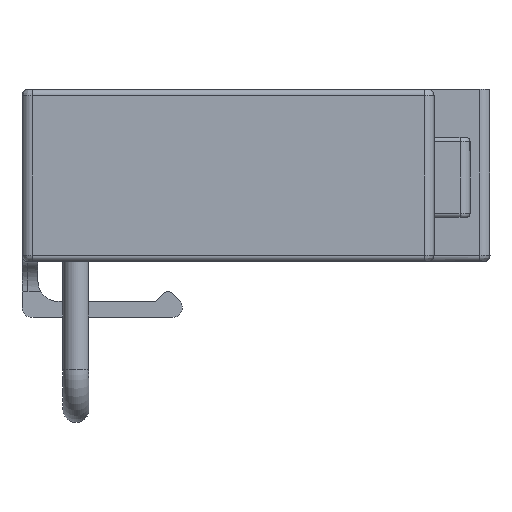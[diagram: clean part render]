
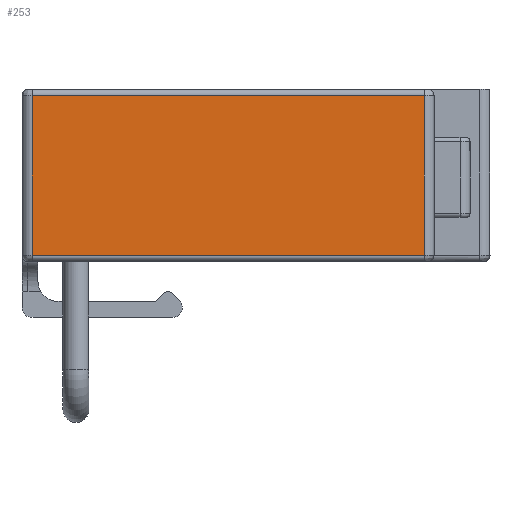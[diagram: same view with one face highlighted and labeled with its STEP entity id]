
A CAD part, left-side view. The second image highlights one B-rep face of the part: STEP entity #253.
In plain terms, the highlighted planar face has unit normal (-1, 0, 0).
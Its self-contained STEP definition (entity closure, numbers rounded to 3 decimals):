
#133=PLANE('',#4020);
#253=ADVANCED_FACE('',(#459),#133,.T.);
#459=FACE_OUTER_BOUND('',#604,.T.);
#604=EDGE_LOOP('',(#1223,#1224,#1225,#1226));
#1223=ORIENTED_EDGE('',*,*,#2635,.F.);
#1224=ORIENTED_EDGE('',*,*,#2636,.T.);
#1225=ORIENTED_EDGE('',*,*,#2637,.F.);
#1226=ORIENTED_EDGE('',*,*,#2638,.T.);
#2137=VERTEX_POINT('',#5964);
#2138=VERTEX_POINT('',#5965);
#2139=VERTEX_POINT('',#5967);
#2140=VERTEX_POINT('',#5969);
#2635=EDGE_CURVE('',#2137,#2138,#3220,.T.);
#2636=EDGE_CURVE('',#2137,#2139,#3221,.T.);
#2637=EDGE_CURVE('',#2140,#2139,#3222,.T.);
#2638=EDGE_CURVE('',#2140,#2138,#3223,.T.);
#3220=LINE('',#5963,#3689);
#3221=LINE('',#5966,#3690);
#3222=LINE('',#5968,#3691);
#3223=LINE('',#5970,#3692);
#3689=VECTOR('',#4629,1.);
#3690=VECTOR('',#4630,1.);
#3691=VECTOR('',#4631,1.);
#3692=VECTOR('',#4632,1.);
#4020=AXIS2_PLACEMENT_3D('',#5971,#4633,#4634);
#4629=DIRECTION('',(0.,1.,0.));
#4630=DIRECTION('',(0.,0.,1.));
#4631=DIRECTION('',(0.,-1.,0.));
#4632=DIRECTION('',(0.,0.,-1.));
#4633=DIRECTION('',(-1.,0.,0.));
#4634=DIRECTION('',(0.,-1.,0.));
#5963=CARTESIAN_POINT('',(-12.7,-5.2,-6.));
#5964=CARTESIAN_POINT('',(-12.7,-5.2,-6.));
#5965=CARTESIAN_POINT('',(-12.7,14.4,-6.));
#5966=CARTESIAN_POINT('',(-12.7,-5.2,-5.3));
#5967=CARTESIAN_POINT('',(-12.7,-5.2,2.));
#5968=CARTESIAN_POINT('',(-12.7,14.4,2.));
#5969=CARTESIAN_POINT('',(-12.7,14.4,2.));
#5970=CARTESIAN_POINT('',(-12.7,14.4,-5.3));
#5971=CARTESIAN_POINT('',(-12.7,14.9,-5.3));
